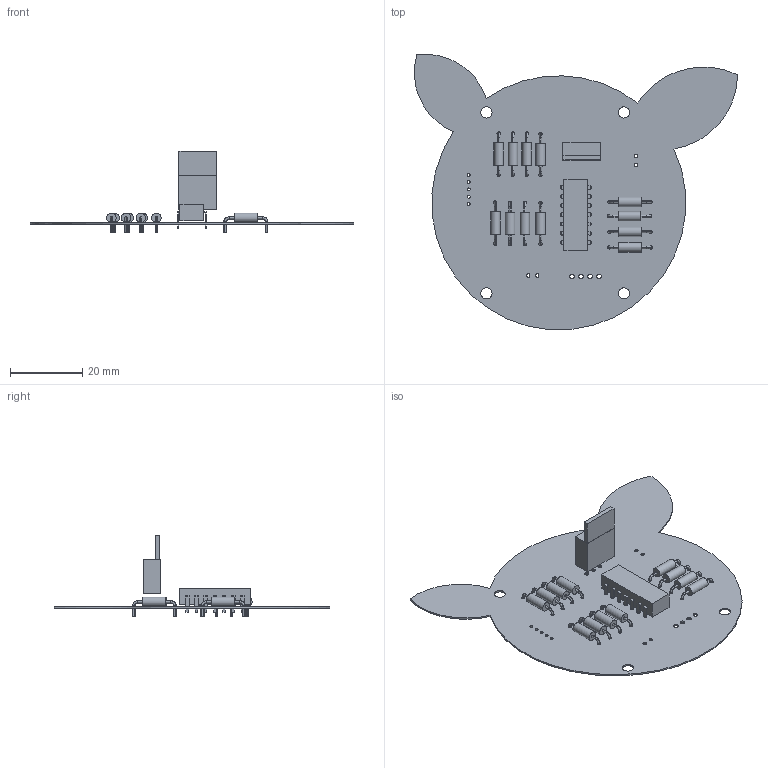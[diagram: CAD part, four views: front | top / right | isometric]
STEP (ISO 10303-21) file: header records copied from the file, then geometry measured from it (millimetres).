
FILE_DESCRIPTION(('Open CASCADE Model'),'2;1');
FILE_NAME('Open CASCADE Shape Model','2024-07-22T15:44:17',('Author'),( 'Open CASCADE'),'Open CASCADE STEP processor 7.5','Open CASCADE 7.5' ,'Unknown');
FILE_SCHEMA(('AUTOMOTIVE_DESIGN { 1 0 10303 214 1 1 1 1 }'));
Length unit declared in the file: millimetre
Products named in the file (32): PCB; Board; Open CASCADE STEP translator 7.5 1.1.1; U1; 6046021456; Extruded; 6046020976; 6046019856; 6046020496; R12; 5973766048; R11; R10; R9; R8; 5973765968; R7; R6; R5; R4; R3; R2; 5973768448; R1; MOS1; 6046013856; 6046013776
Assembly tree (79 placements, depth 4):
  PCB
    Board
      Open CASCADE STEP translator 7.5 1.1.1
    U1
      6046021456
        Extruded
      6046020976  x14
        Extruded
      6046019856  x14
        Extruded
      6046020496  x14
        Extruded
    R12
      5973766048
    R11
      5973766048
    R10
      5973766048
    R9
      5973766048
    R8
      5973765968
    R7
      5973765968
    R6
      5973765968
    R5
      5973765968
    R4
      5973765968
    R3
      5973765968
    R2
      5973768448
    R1
      5973765968
    MOS1
      6046013856
        Extruded
      6046013776
        Extruded
Bounding box: 89.31 x 76.05 x 22.49 mm (x, y, z)
Volume: 3471.3 mm3; surface area: 11492.7 mm2
Topology: 82 solids, 82 shells, 566 faces, 1110 edges, 708 vertices
Faces by surface type: plane 344, cylinder 174, torus 48
Full cylindrical faces by diameter (mm): 0.812 x5, 0.888 x24, 0.9 x14, 0.99 x4, 1.1 x3, 1.244 x4, 2.616 x12, 3.1 x4
Entity records: 6306 total; most frequent: DIRECTION 1040, CARTESIAN_POINT 841, ORIENTED_EDGE 726, AXIS2_PLACEMENT_3D 439, EDGE_CURVE 363, FACE_BOUND 277, EDGE_LOOP 277, VERTEX_POINT 234
